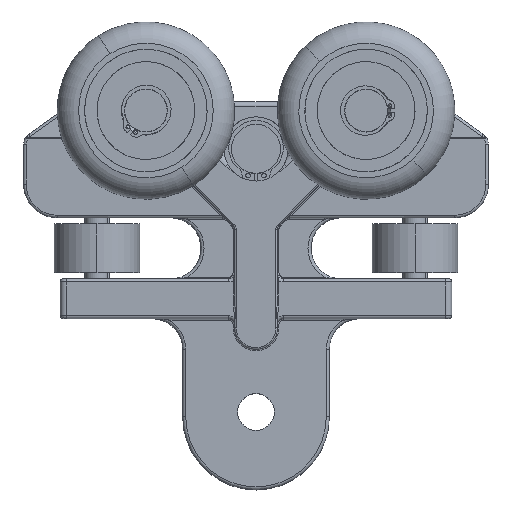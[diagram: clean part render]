
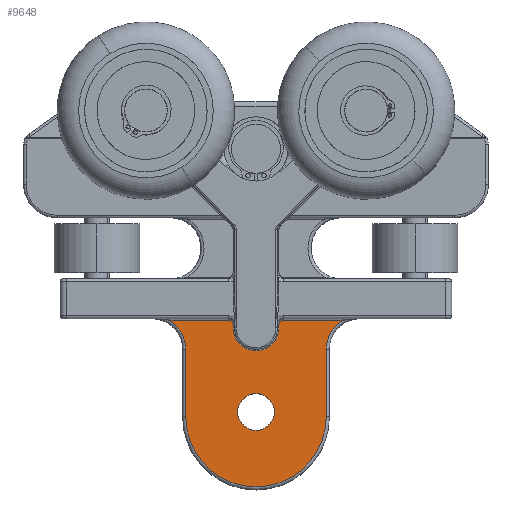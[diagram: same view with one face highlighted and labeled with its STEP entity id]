
A CAD part, top view. The second image highlights one B-rep face of the part: STEP entity #9648.
In plain terms, the highlighted planar face has unit normal (0, 0, 1).
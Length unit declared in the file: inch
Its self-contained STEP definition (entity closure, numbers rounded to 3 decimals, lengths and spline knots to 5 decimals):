
#1039=CARTESIAN_POINT('',(0.1875,-1.3915,0.25));
#1040=VERTEX_POINT('',#1039);
#1041=CARTESIAN_POINT('',(0.,-1.3915,0.25));
#1042=DIRECTION('',(0.0,0.0,-1.0));
#1043=DIRECTION('',(1.0,0.0,0.0));
#1044=AXIS2_PLACEMENT_3D('',#1041,#1042,#1043);
#1045=CIRCLE('',#1044,0.1875);
#1046=EDGE_CURVE('',#1040,#1040,#1045,.T.);
#9104=CARTESIAN_POINT('',(0.23435,-0.53125,0.25));
#9105=VERTEX_POINT('',#9104);
#9124=CARTESIAN_POINT('',(-0.23435,-0.53125,0.25));
#9125=VERTEX_POINT('',#9124);
#9133=CARTESIAN_POINT('',(0.,-0.53125,0.25));
#9134=DIRECTION('',(0.0,0.0,1.0));
#9135=DIRECTION('',(0.0,-1.0,0.0));
#9136=AXIS2_PLACEMENT_3D('',#9133,#9134,#9135);
#9137=CIRCLE('',#9136,0.23435);
#9138=EDGE_CURVE('',#9125,#9105,#9137,.T.);
#9148=CARTESIAN_POINT('',(0.23435,-0.5,0.25));
#9149=VERTEX_POINT('',#9148);
#9166=CARTESIAN_POINT('',(0.23435,-0.53125,0.25));
#9167=DIRECTION('',(0.0,1.0,0.0));
#9168=VECTOR('',#9167,0.03125);
#9169=LINE('',#9166,#9168);
#9170=EDGE_CURVE('',#9105,#9149,#9169,.T.);
#9182=CARTESIAN_POINT('',(-0.23435,-0.5,0.25));
#9183=VERTEX_POINT('',#9182);
#9191=CARTESIAN_POINT('',(-0.23435,-0.5,0.25));
#9192=DIRECTION('',(0.0,-1.0,0.0));
#9193=VECTOR('',#9192,0.03125);
#9194=LINE('',#9191,#9193);
#9195=EDGE_CURVE('',#9183,#9125,#9194,.T.);
#9212=CARTESIAN_POINT('',(0.28125,-0.4531,0.25));
#9213=VERTEX_POINT('',#9212);
#9231=CARTESIAN_POINT('',(0.28125,-0.5,0.25));
#9232=DIRECTION('',(0.0,0.0,-1.));
#9233=DIRECTION('',(-0.707,0.707,0.0));
#9234=AXIS2_PLACEMENT_3D('',#9231,#9232,#9233);
#9235=CIRCLE('',#9234,0.0469);
#9236=EDGE_CURVE('',#9149,#9213,#9235,.T.);
#9246=CARTESIAN_POINT('',(-0.28125,-0.4531,0.25));
#9247=VERTEX_POINT('',#9246);
#9255=CARTESIAN_POINT('',(-0.28125,-0.5,0.25));
#9256=DIRECTION('',(0.0,0.0,-1.0));
#9257=DIRECTION('',(0.707,0.707,0.0));
#9258=AXIS2_PLACEMENT_3D('',#9255,#9256,#9257);
#9259=CIRCLE('',#9258,0.0469);
#9260=EDGE_CURVE('',#9247,#9183,#9259,.T.);
#9278=CARTESIAN_POINT('',(0.88915,-0.4531,0.25));
#9279=VERTEX_POINT('',#9278);
#9296=CARTESIAN_POINT('',(0.28125,-0.4531,0.25));
#9297=DIRECTION('',(1.0,0.0,0.0));
#9298=VECTOR('',#9297,0.6079);
#9299=LINE('',#9296,#9298);
#9300=EDGE_CURVE('',#9213,#9279,#9299,.T.);
#9310=CARTESIAN_POINT('',(-0.88915,-0.4531,0.25));
#9311=VERTEX_POINT('',#9310);
#9319=CARTESIAN_POINT('',(-0.88915,-0.4531,0.25));
#9320=DIRECTION('',(1.0,0.0,0.0));
#9321=VECTOR('',#9320,0.6079);
#9322=LINE('',#9319,#9321);
#9323=EDGE_CURVE('',#9311,#9247,#9322,.T.);
#9570=CARTESIAN_POINT('',(0.7187,-0.75,0.25));
#9571=VERTEX_POINT('',#9570);
#9572=CARTESIAN_POINT('',(1.0625,-0.75,0.25));
#9573=DIRECTION('',(0.0,0.0,1.));
#9574=DIRECTION('',(-0.707,0.707,0.0));
#9575=AXIS2_PLACEMENT_3D('',#9572,#9573,#9574);
#9576=CIRCLE('',#9575,0.3438);
#9577=EDGE_CURVE('',#9279,#9571,#9576,.T.);
#9598=CARTESIAN_POINT('',(0.,0.2566,0.25));
#9599=DIRECTION('',(0.0,0.0,1.0));
#9600=DIRECTION('',(1.0,0.0,0.0));
#9601=AXIS2_PLACEMENT_3D('',#9598,#9599,#9600);
#9602=PLANE('',#9601);
#9603=ORIENTED_EDGE('',*,*,#9300,.F.);
#9604=ORIENTED_EDGE('',*,*,#9236,.F.);
#9605=ORIENTED_EDGE('',*,*,#9170,.F.);
#9606=ORIENTED_EDGE('',*,*,#9138,.F.);
#9607=ORIENTED_EDGE('',*,*,#9195,.F.);
#9608=ORIENTED_EDGE('',*,*,#9260,.F.);
#9609=ORIENTED_EDGE('',*,*,#9323,.F.);
#9610=CARTESIAN_POINT('',(-0.7187,-0.75,0.25));
#9611=VERTEX_POINT('',#9610);
#9612=CARTESIAN_POINT('',(-1.0625,-0.75,0.25));
#9613=DIRECTION('',(0.0,0.0,1.));
#9614=DIRECTION('',(0.707,0.707,0.0));
#9615=AXIS2_PLACEMENT_3D('',#9612,#9613,#9614);
#9616=CIRCLE('',#9615,0.3438);
#9617=EDGE_CURVE('',#9611,#9311,#9616,.T.);
#9618=ORIENTED_EDGE('',*,*,#9617,.F.);
#9619=CARTESIAN_POINT('',(-0.7187,-1.4375,0.25));
#9620=VERTEX_POINT('',#9619);
#9621=CARTESIAN_POINT('',(-0.7187,-1.4375,0.25));
#9622=DIRECTION('',(0.0,1.0,0.0));
#9623=VECTOR('',#9622,0.6875);
#9624=LINE('',#9621,#9623);
#9625=EDGE_CURVE('',#9620,#9611,#9624,.T.);
#9626=ORIENTED_EDGE('',*,*,#9625,.F.);
#9627=CARTESIAN_POINT('',(0.7187,-1.4375,0.25));
#9628=VERTEX_POINT('',#9627);
#9629=CARTESIAN_POINT('',(0.,-1.4375,0.25));
#9630=DIRECTION('',(0.0,0.0,-1.0));
#9631=DIRECTION('',(0.0,-1.0,0.0));
#9632=AXIS2_PLACEMENT_3D('',#9629,#9630,#9631);
#9633=CIRCLE('',#9632,0.7187);
#9634=EDGE_CURVE('',#9628,#9620,#9633,.T.);
#9635=ORIENTED_EDGE('',*,*,#9634,.F.);
#9636=CARTESIAN_POINT('',(0.7187,-0.75,0.25));
#9637=DIRECTION('',(0.0,-1.0,0.0));
#9638=VECTOR('',#9637,0.6875);
#9639=LINE('',#9636,#9638);
#9640=EDGE_CURVE('',#9571,#9628,#9639,.T.);
#9641=ORIENTED_EDGE('',*,*,#9640,.F.);
#9642=ORIENTED_EDGE('',*,*,#9577,.F.);
#9643=EDGE_LOOP('',(#9603,#9604,#9605,#9606,#9607,#9608,#9609,#9618,#9626,#9635,#9641,#9642));
#9644=FACE_OUTER_BOUND('',#9643,.T.);
#9645=ORIENTED_EDGE('',*,*,#1046,.T.);
#9646=EDGE_LOOP('',(#9645));
#9647=FACE_BOUND('',#9646,.T.);
#9648=ADVANCED_FACE('',(#9644,#9647),#9602,.T.);
